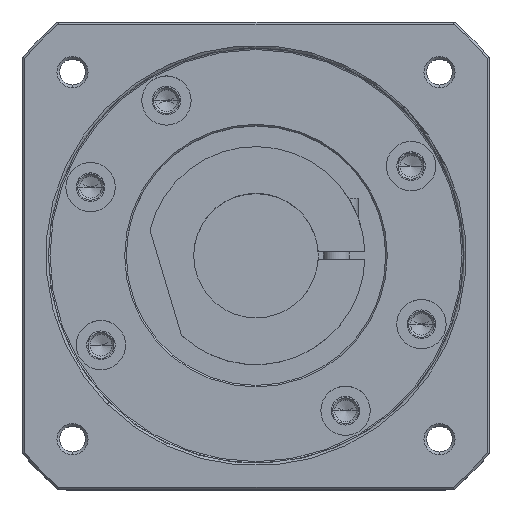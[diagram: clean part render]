
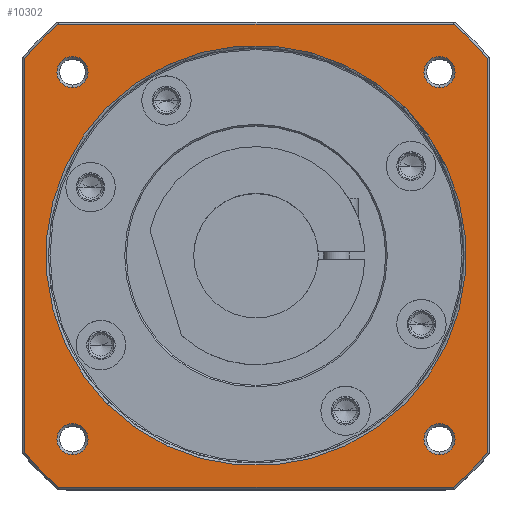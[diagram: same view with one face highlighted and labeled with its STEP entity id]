
A CAD part, top view. The second image highlights one B-rep face of the part: STEP entity #10302.
In plain terms, the highlighted planar face has unit normal (0, 0, 1).
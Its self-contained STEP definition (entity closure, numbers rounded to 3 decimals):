
#8584=CARTESIAN_POINT('',(0.,0.,19.));
#8585=DIRECTION('',(0.,0.,1.));
#8586=DIRECTION('',(-0.707,0.707,0.));
#8587=AXIS2_PLACEMENT_3D('',#8584,#8585,#8586);
#8589=CARTESIAN_POINT('',(0.,0.,19.));
#8590=DIRECTION('',(0.,0.,1.));
#8591=DIRECTION('',(0.707,-0.707,0.));
#8592=AXIS2_PLACEMENT_3D('',#8589,#8590,#8591);
#8594=CARTESIAN_POINT('',(0.,0.,19.));
#8595=DIRECTION('',(0.,0.,1.));
#8596=DIRECTION('',(-0.761,-0.649,0.));
#8597=AXIS2_PLACEMENT_3D('',#8594,#8595,#8596);
#8609=DIRECTION('',(1.,0.,0.));
#8610=VECTOR('',#8609,76.021);
#8611=CARTESIAN_POINT('',(-38.011,-44.6,19.));
#8612=LINE('',#8611,#8610);
#8622=CARTESIAN_POINT('',(0.,0.,19.));
#8623=DIRECTION('',(0.,0.,1.));
#8624=DIRECTION('',(0.649,-0.761,0.));
#8625=AXIS2_PLACEMENT_3D('',#8622,#8623,#8624);
#8637=DIRECTION('',(0.,1.,0.));
#8638=VECTOR('',#8637,76.021);
#8639=CARTESIAN_POINT('',(44.6,-38.011,19.));
#8640=LINE('',#8639,#8638);
#8650=CARTESIAN_POINT('',(0.,0.,19.));
#8651=DIRECTION('',(0.,0.,1.));
#8652=DIRECTION('',(0.761,0.649,0.));
#8653=AXIS2_PLACEMENT_3D('',#8650,#8651,#8652);
#8665=DIRECTION('',(-1.,0.,0.));
#8666=VECTOR('',#8665,76.021);
#8667=CARTESIAN_POINT('',(38.011,44.6,19.));
#8668=LINE('',#8667,#8666);
#8673=CARTESIAN_POINT('',(0.,0.,19.));
#8674=DIRECTION('',(0.,0.,1.));
#8675=DIRECTION('',(-0.649,0.761,0.));
#8676=AXIS2_PLACEMENT_3D('',#8673,#8674,#8675);
#8693=DIRECTION('',(0.,-1.,0.));
#8694=VECTOR('',#8693,76.021);
#8695=CARTESIAN_POINT('',(-44.6,38.011,19.));
#8696=LINE('',#8695,#8694);
#8918=CARTESIAN_POINT('',(-35.355,35.355,19.));
#8919=DIRECTION('',(0.,0.,1.));
#8920=DIRECTION('',(-1.,0.,0.));
#8921=AXIS2_PLACEMENT_3D('',#8918,#8919,#8920);
#8936=CARTESIAN_POINT('',(-35.355,35.355,19.));
#8937=DIRECTION('',(0.,0.,1.));
#8938=DIRECTION('',(1.,0.,0.));
#8939=AXIS2_PLACEMENT_3D('',#8936,#8937,#8938);
#8954=CARTESIAN_POINT('',(35.355,35.355,19.));
#8955=DIRECTION('',(0.,0.,1.));
#8956=DIRECTION('',(-1.,0.,0.));
#8957=AXIS2_PLACEMENT_3D('',#8954,#8955,#8956);
#8972=CARTESIAN_POINT('',(35.355,35.355,19.));
#8973=DIRECTION('',(0.,0.,1.));
#8974=DIRECTION('',(1.,0.,0.));
#8975=AXIS2_PLACEMENT_3D('',#8972,#8973,#8974);
#8990=CARTESIAN_POINT('',(35.355,-35.355,19.));
#8991=DIRECTION('',(0.,0.,1.));
#8992=DIRECTION('',(-1.,0.,0.));
#8993=AXIS2_PLACEMENT_3D('',#8990,#8991,#8992);
#9008=CARTESIAN_POINT('',(35.355,-35.355,19.));
#9009=DIRECTION('',(0.,0.,1.));
#9010=DIRECTION('',(1.,0.,0.));
#9011=AXIS2_PLACEMENT_3D('',#9008,#9009,#9010);
#9026=CARTESIAN_POINT('',(-35.355,-35.355,19.));
#9027=DIRECTION('',(0.,0.,1.));
#9028=DIRECTION('',(-1.,0.,0.));
#9029=AXIS2_PLACEMENT_3D('',#9026,#9027,#9028);
#9044=CARTESIAN_POINT('',(-35.355,-35.355,19.));
#9045=DIRECTION('',(0.,0.,1.));
#9046=DIRECTION('',(1.,0.,0.));
#9047=AXIS2_PLACEMENT_3D('',#9044,#9045,#9046);
#9604=CARTESIAN_POINT('',(44.6,-38.011,19.));
#9605=CARTESIAN_POINT('',(44.6,38.011,19.));
#9606=VERTEX_POINT('',#9604);
#9607=VERTEX_POINT('',#9605);
#9612=CARTESIAN_POINT('',(38.011,-44.6,19.));
#9613=VERTEX_POINT('',#9612);
#9616=CARTESIAN_POINT('',(-38.011,-44.6,19.));
#9617=VERTEX_POINT('',#9616);
#9620=CARTESIAN_POINT('',(-44.6,-38.011,19.));
#9621=VERTEX_POINT('',#9620);
#9624=CARTESIAN_POINT('',(-44.6,38.011,19.));
#9625=VERTEX_POINT('',#9624);
#9628=CARTESIAN_POINT('',(-38.011,44.6,19.));
#9629=VERTEX_POINT('',#9628);
#9632=CARTESIAN_POINT('',(38.011,44.6,19.));
#9633=VERTEX_POINT('',#9632);
#9660=CARTESIAN_POINT('',(-28.638,28.638,19.));
#9661=CARTESIAN_POINT('',(28.638,-28.638,19.));
#9662=VERTEX_POINT('',#9660);
#9663=VERTEX_POINT('',#9661);
#9794=CARTESIAN_POINT('',(-38.355,35.355,19.));
#9795=CARTESIAN_POINT('',(-32.355,35.355,19.));
#9796=VERTEX_POINT('',#9794);
#9797=VERTEX_POINT('',#9795);
#9842=CARTESIAN_POINT('',(38.355,35.355,19.));
#9843=CARTESIAN_POINT('',(32.355,35.355,19.));
#9844=VERTEX_POINT('',#9842);
#9845=VERTEX_POINT('',#9843);
#9854=CARTESIAN_POINT('',(38.355,-35.355,19.));
#9855=CARTESIAN_POINT('',(32.355,-35.355,19.));
#9856=VERTEX_POINT('',#9854);
#9857=VERTEX_POINT('',#9855);
#9866=CARTESIAN_POINT('',(-32.355,-35.355,19.));
#9867=CARTESIAN_POINT('',(-38.355,-35.355,19.));
#9868=VERTEX_POINT('',#9866);
#9869=VERTEX_POINT('',#9867);
#10250=CARTESIAN_POINT('',(0.,0.,19.));
#10251=DIRECTION('',(0.,0.,1.));
#10252=DIRECTION('',(1.,0.,0.));
#10253=AXIS2_PLACEMENT_3D('',#10250,#10251,#10252);
#10254=PLANE('',#10253);
#10256=ORIENTED_EDGE('',*,*,#10255,.F.);
#10258=ORIENTED_EDGE('',*,*,#10257,.F.);
#10260=ORIENTED_EDGE('',*,*,#10259,.F.);
#10262=ORIENTED_EDGE('',*,*,#10261,.F.);
#10264=ORIENTED_EDGE('',*,*,#10263,.F.);
#10266=ORIENTED_EDGE('',*,*,#10265,.F.);
#10268=ORIENTED_EDGE('',*,*,#10267,.F.);
#10270=ORIENTED_EDGE('',*,*,#10269,.F.);
#10271=EDGE_LOOP('',(#10256,#10258,#10260,#10262,#10264,#10266,#10268,#10270));
#10272=FACE_OUTER_BOUND('',#10271,.F.);
#10273=ORIENTED_EDGE('',*,*,#10238,.T.);
#10275=ORIENTED_EDGE('',*,*,#10274,.T.);
#10276=EDGE_LOOP('',(#10273,#10275));
#10277=FACE_BOUND('',#10276,.F.);
#10279=ORIENTED_EDGE('',*,*,#10278,.T.);
#10281=ORIENTED_EDGE('',*,*,#10280,.T.);
#10282=EDGE_LOOP('',(#10279,#10281));
#10283=FACE_BOUND('',#10282,.F.);
#10285=ORIENTED_EDGE('',*,*,#10284,.T.);
#10287=ORIENTED_EDGE('',*,*,#10286,.T.);
#10288=EDGE_LOOP('',(#10285,#10287));
#10289=FACE_BOUND('',#10288,.F.);
#10291=ORIENTED_EDGE('',*,*,#10290,.T.);
#10293=ORIENTED_EDGE('',*,*,#10292,.T.);
#10294=EDGE_LOOP('',(#10291,#10293));
#10295=FACE_BOUND('',#10294,.F.);
#10297=ORIENTED_EDGE('',*,*,#10296,.T.);
#10299=ORIENTED_EDGE('',*,*,#10298,.T.);
#10300=EDGE_LOOP('',(#10297,#10299));
#10301=FACE_BOUND('',#10300,.F.);
#10302=ADVANCED_FACE('',(#10272,#10277,#10283,#10289,#10295,#10301),#10254,.T.);
#8588=CIRCLE('',#8587,40.5);
#8593=CIRCLE('',#8592,40.5);
#8598=CIRCLE('',#8597,58.6);
#8626=CIRCLE('',#8625,58.6);
#8654=CIRCLE('',#8653,58.6);
#8677=CIRCLE('',#8676,58.6);
#8922=CIRCLE('',#8921,3.);
#8940=CIRCLE('',#8939,3.);
#8958=CIRCLE('',#8957,3.);
#8976=CIRCLE('',#8975,3.);
#8994=CIRCLE('',#8993,3.);
#9012=CIRCLE('',#9011,3.);
#9030=CIRCLE('',#9029,3.);
#9048=CIRCLE('',#9047,3.);
#10238=EDGE_CURVE('',#9662,#9663,#8588,.T.);
#10255=EDGE_CURVE('',#9621,#9617,#8598,.T.);
#10257=EDGE_CURVE('',#9625,#9621,#8696,.T.);
#10259=EDGE_CURVE('',#9629,#9625,#8677,.T.);
#10261=EDGE_CURVE('',#9633,#9629,#8668,.T.);
#10263=EDGE_CURVE('',#9607,#9633,#8654,.T.);
#10265=EDGE_CURVE('',#9606,#9607,#8640,.T.);
#10267=EDGE_CURVE('',#9613,#9606,#8626,.T.);
#10269=EDGE_CURVE('',#9617,#9613,#8612,.T.);
#10274=EDGE_CURVE('',#9663,#9662,#8593,.T.);
#10278=EDGE_CURVE('',#9796,#9797,#8922,.T.);
#10280=EDGE_CURVE('',#9797,#9796,#8940,.T.);
#10284=EDGE_CURVE('',#9845,#9844,#8958,.T.);
#10286=EDGE_CURVE('',#9844,#9845,#8976,.T.);
#10290=EDGE_CURVE('',#9857,#9856,#8994,.T.);
#10292=EDGE_CURVE('',#9856,#9857,#9012,.T.);
#10296=EDGE_CURVE('',#9869,#9868,#9030,.T.);
#10298=EDGE_CURVE('',#9868,#9869,#9048,.T.);
